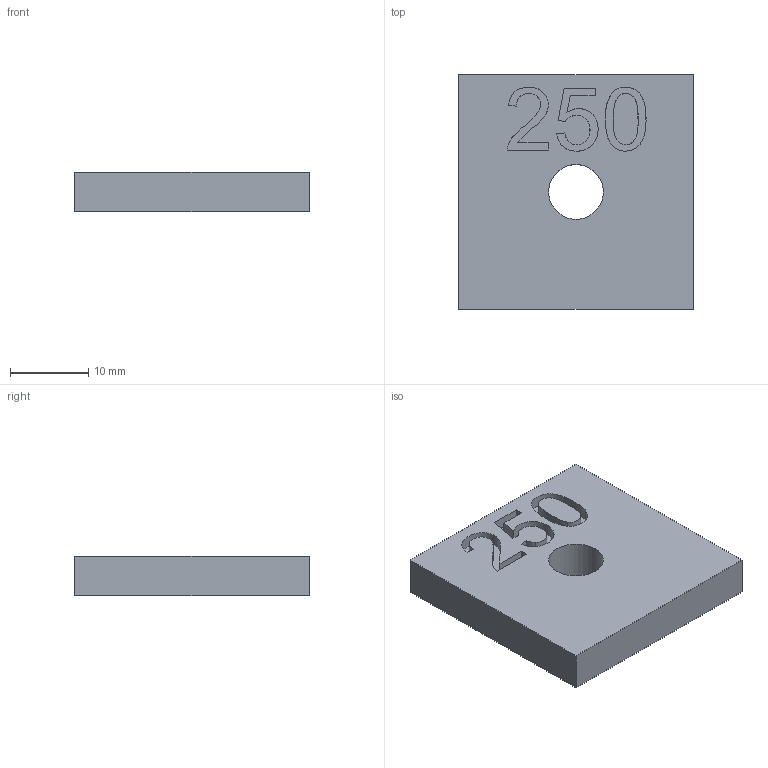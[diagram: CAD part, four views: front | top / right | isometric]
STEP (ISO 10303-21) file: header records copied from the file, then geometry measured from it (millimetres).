
FILE_DESCRIPTION(('HOOPS Exchange Step'),'2;1');
FILE_NAME('temp_export','2024-06-09T17:01:08+02:00',('Hacked'),('Shapr3D Limited'),'HOOPS Exchange 2024.2','Shapr3D','Authorized');
FILE_SCHEMA( ('AUTOMOTIVE_DESIGN { 1 0 10303 214 1 1 1 1 }') );
Length unit declared in the file: millimetre
Products named in the file (2): temp_import; root
Assembly tree (1 placements, depth 2):
  root
    temp_import
Bounding box: 30 x 30 x 5 mm (x, y, z)
Volume: 4230.1 mm3; surface area: 2606.5 mm2
Topology: 1 solids, 1 shells, 43 faces, 113 edges, 76 vertices
Faces by surface type: plane 21, bspline 21, cylinder 1
Full cylindrical faces by diameter (mm): 7 x1
Entity records: 2251 total; most frequent: CARTESIAN_POINT 1278, ORIENTED_EDGE 226, DIRECTION 123, EDGE_CURVE 113, VERTEX_POINT 76, VECTOR 67, LINE 67, EDGE_LOOP 49
